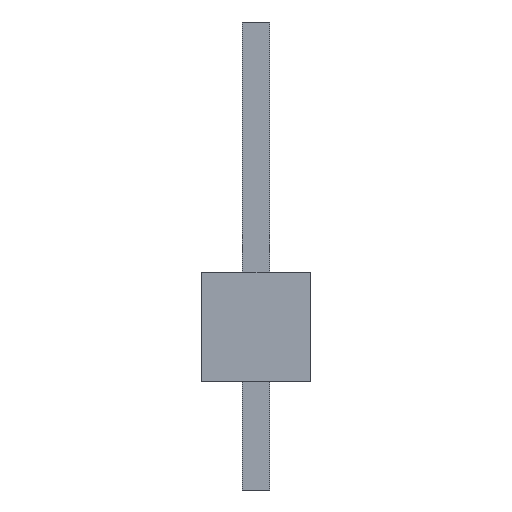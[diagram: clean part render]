
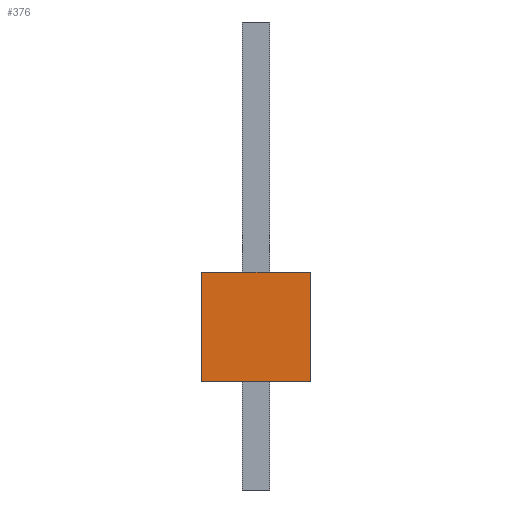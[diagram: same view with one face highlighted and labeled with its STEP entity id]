
A CAD part, left-side view. The second image highlights one B-rep face of the part: STEP entity #376.
In plain terms, the highlighted planar face has unit normal (-1, 0, 0).
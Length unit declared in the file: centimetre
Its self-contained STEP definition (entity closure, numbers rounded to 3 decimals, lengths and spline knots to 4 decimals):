
#139=VERTEX_POINT('',#559);
#142=VERTEX_POINT('',#564);
#145=VERTEX_POINT('',#574);
#146=VERTEX_POINT('',#576);
#174=VECTOR('',#453,1.);
#179=VECTOR('',#460,1.);
#181=VECTOR('',#463,1.);
#182=VECTOR('',#464,1.);
#210=LINE('',#565,#174);
#215=LINE('',#575,#179);
#217=LINE('',#579,#181);
#218=LINE('',#580,#182);
#246=EDGE_CURVE('',#142,#139,#210,.T.);
#251=EDGE_CURVE('',#146,#145,#215,.T.);
#253=EDGE_CURVE('',#145,#139,#217,.T.);
#254=EDGE_CURVE('',#142,#146,#218,.T.);
#307=ORIENTED_EDGE('',*,*,#253,.T.);
#308=ORIENTED_EDGE('',*,*,#246,.F.);
#309=ORIENTED_EDGE('',*,*,#254,.T.);
#310=ORIENTED_EDGE('',*,*,#251,.T.);
#340=EDGE_LOOP('',(#307,#308,#309,#310));
#358=FACE_BOUND('',#340,.T.);
#376=ADVANCED_FACE('',(#358),#616,.T.);
#392=AXIS2_PLACEMENT_3D('',#578,#462,$);
#453=DIRECTION('',(0.,0.,1.));
#460=DIRECTION('',(0.,0.,1.));
#462=DIRECTION('',(-1.,0.,0.));
#463=DIRECTION('',(0.,1.,0.));
#464=DIRECTION('',(0.,-1.,0.));
#559=CARTESIAN_POINT('',(-0.127,0.127,0.254));
#564=CARTESIAN_POINT('',(-0.127,0.127,0.));
#565=CARTESIAN_POINT('',(-0.127,0.127,0.));
#574=CARTESIAN_POINT('',(-0.127,-0.127,0.254));
#575=CARTESIAN_POINT('',(-0.127,-0.127,0.));
#576=CARTESIAN_POINT('',(-0.127,-0.127,0.));
#578=CARTESIAN_POINT('',(-0.127,0.,0.));
#579=CARTESIAN_POINT('',(-0.127,0.127,0.254));
#580=CARTESIAN_POINT('',(-0.127,0.127,0.));
#616=PLANE('',#392);
